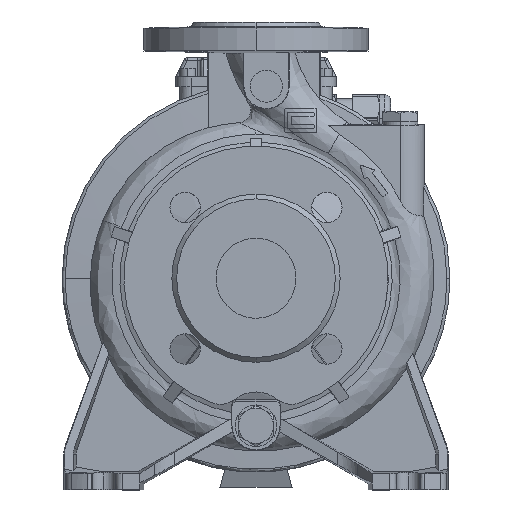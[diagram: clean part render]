
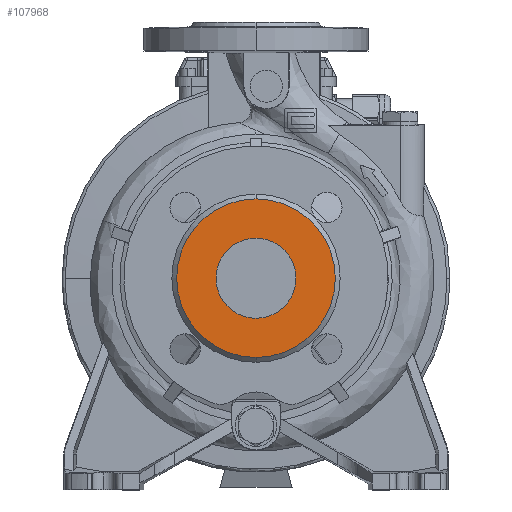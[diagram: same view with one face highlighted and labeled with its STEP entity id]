
A CAD part, top view. The second image highlights one B-rep face of the part: STEP entity #107968.
In plain terms, the highlighted planar face has unit normal (0, 0, 1).
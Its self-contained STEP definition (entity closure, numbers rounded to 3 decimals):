
#1200 = CARTESIAN_POINT ( 'NONE',  ( 0., 0., 80. ) ) ;
#5958 = DIRECTION ( 'NONE',  ( 0., 1., 0. ) ) ;
#8491 = CIRCLE ( 'NONE', #22626, 49.5 ) ;
#9884 = DIRECTION ( 'NONE',  ( 0.972, 0.234, 0. ) ) ;
#14816 = EDGE_LOOP ( 'NONE', ( #71738, #90306 ) ) ;
#19048 = EDGE_CURVE ( 'NONE', #21265, #51249, #86227, .T. ) ;
#21265 = VERTEX_POINT ( 'NONE', #27071 ) ;
#22626 = AXIS2_PLACEMENT_3D ( 'NONE', #1200, #35142, #88011 ) ;
#24407 = ORIENTED_EDGE ( 'NONE', *, *, #82249, .T. ) ;
#27071 = CARTESIAN_POINT ( 'NONE',  ( -24.306, -5.851, 80. ) ) ;
#27587 = DIRECTION ( 'NONE',  ( 0.972, 0.234, 0. ) ) ;
#27669 = DIRECTION ( 'NONE',  ( 0., 0., -1. ) ) ;
#28118 = DIRECTION ( 'NONE',  ( 0., 0., -1. ) ) ;
#29363 = CARTESIAN_POINT ( 'NONE',  ( 0., 0., 80. ) ) ;
#32032 = CARTESIAN_POINT ( 'NONE',  ( 0., 0., 80. ) ) ;
#35142 = DIRECTION ( 'NONE',  ( 0., 0., 1. ) ) ;
#36214 = VERTEX_POINT ( 'NONE', #99681 ) ;
#37744 = FACE_BOUND ( 'NONE', #14816, .T. ) ;
#43612 = AXIS2_PLACEMENT_3D ( 'NONE', #29363, #63312, #5958 ) ;
#45487 = EDGE_CURVE ( 'NONE', #83479, #36214, #8491, .T. ) ;
#48188 = DIRECTION ( 'NONE',  ( 0., -1., 0. ) ) ;
#48838 = AXIS2_PLACEMENT_3D ( 'NONE', #68863, #27669, #9884 ) ;
#51249 = VERTEX_POINT ( 'NONE', #96405 ) ;
#53880 = FACE_OUTER_BOUND ( 'NONE', #66123, .T. ) ;
#63312 = DIRECTION ( 'NONE',  ( 0., 0., -1. ) ) ;
#66123 = EDGE_LOOP ( 'NONE', ( #95054, #24407 ) ) ;
#67644 = CIRCLE ( 'NONE', #76547, 25. ) ;
#68863 = CARTESIAN_POINT ( 'NONE',  ( 0., 0., 80. ) ) ;
#70355 = AXIS2_PLACEMENT_3D ( 'NONE', #32032, #98839, #48188 ) ;
#71324 = CARTESIAN_POINT ( 'NONE',  ( 0., 49.5, 80. ) ) ;
#71738 = ORIENTED_EDGE ( 'NONE', *, *, #101756, .T. ) ;
#76547 = AXIS2_PLACEMENT_3D ( 'NONE', #87697, #28118, #27587 ) ;
#82249 = EDGE_CURVE ( 'NONE', #36214, #83479, #98800, .T. ) ;
#83479 = VERTEX_POINT ( 'NONE', #71324 ) ;
#86227 = CIRCLE ( 'NONE', #48838, 25. ) ;
#87697 = CARTESIAN_POINT ( 'NONE',  ( 0., 0., 80. ) ) ;
#88011 = DIRECTION ( 'NONE',  ( 0., -1., 0. ) ) ;
#90306 = ORIENTED_EDGE ( 'NONE', *, *, #19048, .T. ) ;
#95054 = ORIENTED_EDGE ( 'NONE', *, *, #45487, .T. ) ;
#96405 = CARTESIAN_POINT ( 'NONE',  ( 24.306, 5.851, 80. ) ) ;
#98800 = CIRCLE ( 'NONE', #70355, 49.5 ) ;
#98839 = DIRECTION ( 'NONE',  ( 0., 0., 1. ) ) ;
#99681 = CARTESIAN_POINT ( 'NONE',  ( 0., -49.5, 80. ) ) ;
#101756 = EDGE_CURVE ( 'NONE', #51249, #21265, #67644, .T. ) ;
#105631 = PLANE ( 'NONE',  #43612 ) ;
#107968 = ADVANCED_FACE ( 'NONE', ( #37744, #53880 ), #105631, .F. ) ;
